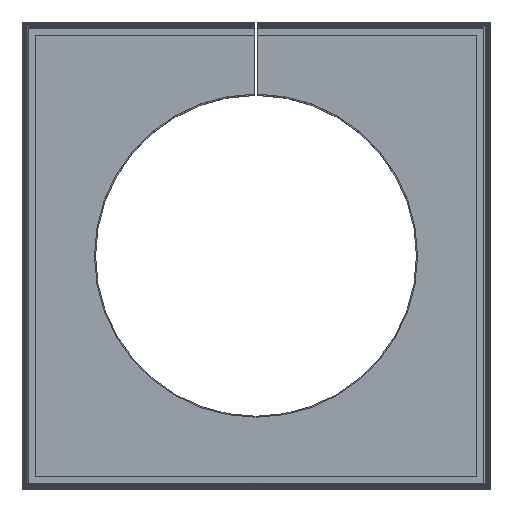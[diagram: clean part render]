
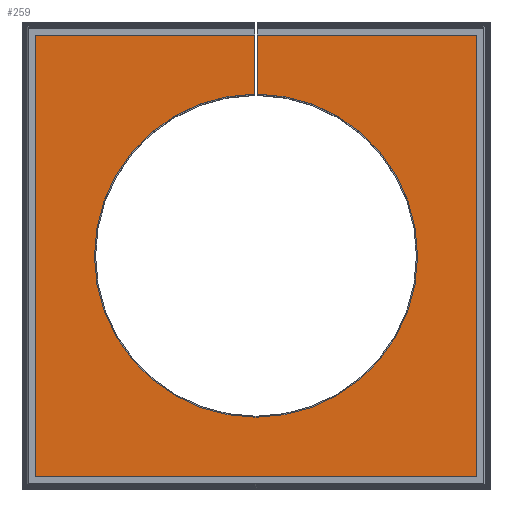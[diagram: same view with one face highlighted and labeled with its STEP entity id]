
A CAD part, top view. The second image highlights one B-rep face of the part: STEP entity #259.
In plain terms, the highlighted planar face has unit normal (0, 0, 1).
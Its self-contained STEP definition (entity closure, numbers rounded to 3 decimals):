
#63=CIRCLE('',#2121,14.5);
#259=ADVANCED_FACE('',(#450),#353,.T.);
#353=PLANE('',#2122);
#450=FACE_OUTER_BOUND('',#571,.T.);
#571=EDGE_LOOP('',(#998,#999,#1000,#1001,#1002,#1003,#1004,#1005));
#998=ORIENTED_EDGE('',*,*,#1566,.F.);
#999=ORIENTED_EDGE('',*,*,#1567,.T.);
#1000=ORIENTED_EDGE('',*,*,#1568,.T.);
#1001=ORIENTED_EDGE('',*,*,#1569,.T.);
#1002=ORIENTED_EDGE('',*,*,#1570,.T.);
#1003=ORIENTED_EDGE('',*,*,#1376,.T.);
#1004=ORIENTED_EDGE('',*,*,#1571,.T.);
#1005=ORIENTED_EDGE('',*,*,#1572,.F.);
#1188=VERTEX_POINT('',#2665);
#1190=VERTEX_POINT('',#2668);
#1308=VERTEX_POINT('',#3768);
#1309=VERTEX_POINT('',#3769);
#1310=VERTEX_POINT('',#3771);
#1311=VERTEX_POINT('',#3773);
#1312=VERTEX_POINT('',#3775);
#1313=VERTEX_POINT('',#3778);
#1376=EDGE_CURVE('',#1190,#1188,#1659,.T.);
#1566=EDGE_CURVE('',#1308,#1309,#1788,.T.);
#1567=EDGE_CURVE('',#1308,#1310,#1789,.T.);
#1568=EDGE_CURVE('',#1310,#1311,#1790,.T.);
#1569=EDGE_CURVE('',#1311,#1312,#1791,.T.);
#1570=EDGE_CURVE('',#1312,#1190,#1792,.T.);
#1571=EDGE_CURVE('',#1188,#1313,#1793,.T.);
#1572=EDGE_CURVE('',#1309,#1313,#63,.T.);
#1659=LINE('',#2667,#1860);
#1788=LINE('',#3767,#2005);
#1789=LINE('',#3770,#2006);
#1790=LINE('',#3772,#2007);
#1791=LINE('',#3774,#2008);
#1792=LINE('',#3776,#2009);
#1793=LINE('',#3777,#2010);
#1860=VECTOR('',#2207,1.);
#2005=VECTOR('',#2482,1.);
#2006=VECTOR('',#2483,1.);
#2007=VECTOR('',#2484,1.);
#2008=VECTOR('',#2485,1.);
#2009=VECTOR('',#2486,1.);
#2010=VECTOR('',#2487,1.);
#2121=AXIS2_PLACEMENT_3D('',#3779,#2488,#2489);
#2122=AXIS2_PLACEMENT_3D('',#3780,#2490,#2491);
#2207=DIRECTION('',(-1.,0.,0.));
#2482=DIRECTION('',(0.,-1.,0.));
#2483=DIRECTION('',(-1.,0.,0.));
#2484=DIRECTION('',(0.,-1.,0.));
#2485=DIRECTION('',(1.,0.,0.));
#2486=DIRECTION('',(0.,1.,0.));
#2487=DIRECTION('',(0.,-1.,0.));
#2488=DIRECTION('',(0.,0.,1.));
#2489=DIRECTION('',(1.,0.,0.));
#2490=DIRECTION('',(0.,0.,1.));
#2491=DIRECTION('',(-1.,0.,0.));
#2665=CARTESIAN_POINT('',(0.1,19.8,17.7));
#2667=CARTESIAN_POINT('',(19.8,19.8,17.7));
#2668=CARTESIAN_POINT('',(19.8,19.8,17.7));
#3767=CARTESIAN_POINT('',(-0.1,0.,17.7));
#3768=CARTESIAN_POINT('',(-0.1,19.8,17.7));
#3769=CARTESIAN_POINT('',(-0.1,14.5,17.7));
#3770=CARTESIAN_POINT('',(19.8,19.8,17.7));
#3771=CARTESIAN_POINT('',(-19.8,19.8,17.7));
#3772=CARTESIAN_POINT('',(-19.8,19.8,17.7));
#3773=CARTESIAN_POINT('',(-19.8,-19.8,17.7));
#3774=CARTESIAN_POINT('',(-19.8,-19.8,17.7));
#3775=CARTESIAN_POINT('',(19.8,-19.8,17.7));
#3776=CARTESIAN_POINT('',(19.8,-19.8,17.7));
#3777=CARTESIAN_POINT('',(0.1,0.,17.7));
#3778=CARTESIAN_POINT('',(0.1,14.5,17.7));
#3779=CARTESIAN_POINT('',(0.,0.,17.7));
#3780=CARTESIAN_POINT('',(0.,0.,17.7));
